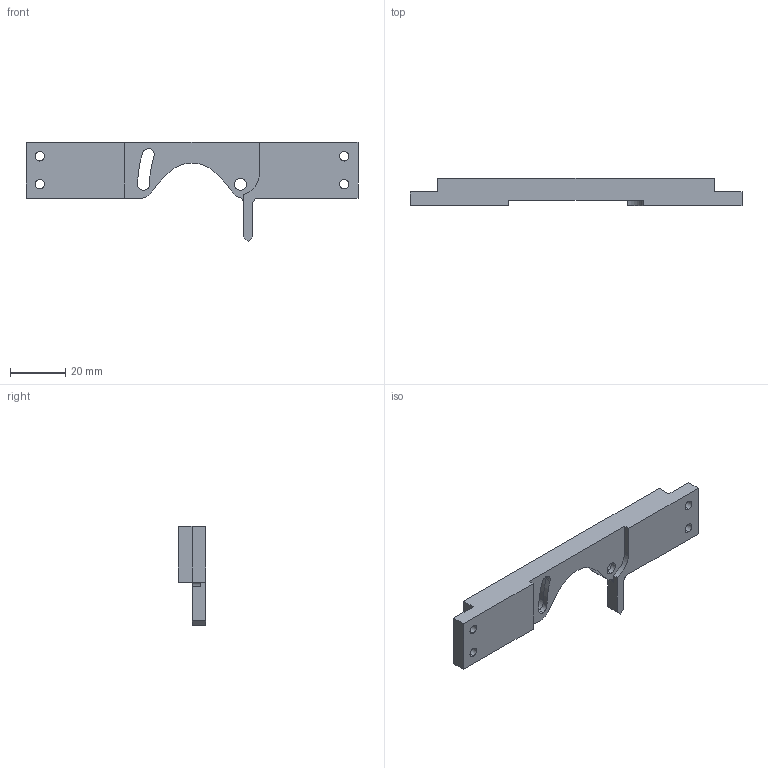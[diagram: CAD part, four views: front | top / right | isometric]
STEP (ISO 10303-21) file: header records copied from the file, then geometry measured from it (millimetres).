
FILE_DESCRIPTION (( 'STEP AP203' ), '1' );
FILE_NAME ('22_RAmotor_mount_v5.STEP', '2020-06-14T11:52:19', ( '' ), ( '' ), 'SwSTEP 2.0', 'SolidWorks 2020', '' );
FILE_SCHEMA (( 'CONFIG_CONTROL_DESIGN' ));
Length unit declared in the file: millimetre
Products named in the file (1): 22_RAmotor_mount_v5
Bounding box: 120 x 10 x 35.89 mm (x, y, z)
Volume: 17024.7 mm3; surface area: 7622.6 mm2
Topology: 1 solids, 1 shells, 53 faces, 147 edges, 98 vertices
Faces by surface type: cylinder 31, plane 22
Entity records: 1825 total; most frequent: DIRECTION 318, CARTESIAN_POINT 299, ORIENTED_EDGE 294, EDGE_CURVE 147, AXIS2_PLACEMENT_3D 117, VERTEX_POINT 98, LINE 84, VECTOR 84
